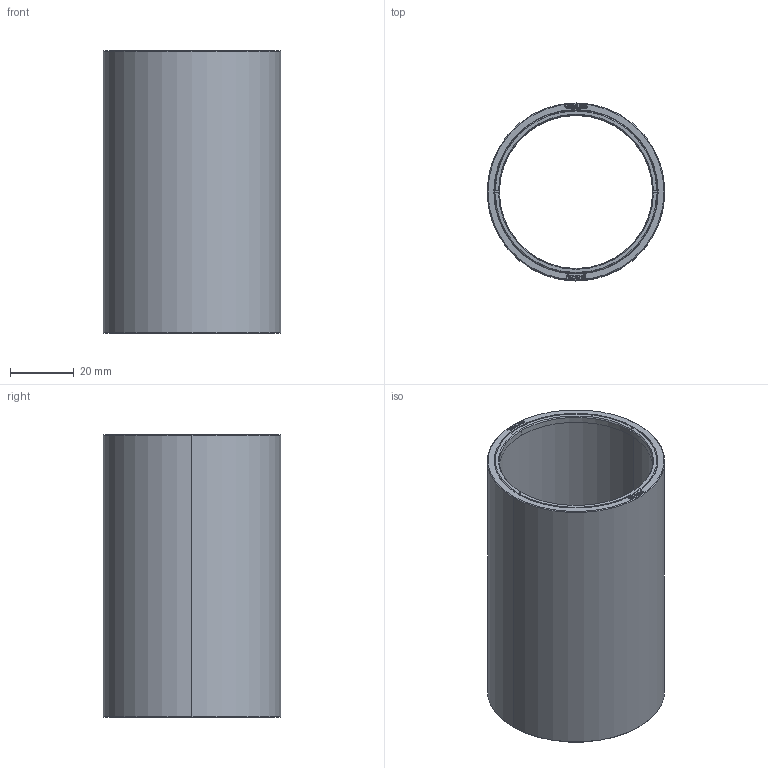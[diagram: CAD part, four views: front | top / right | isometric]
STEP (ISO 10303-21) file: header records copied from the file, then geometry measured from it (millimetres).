
FILE_DESCRIPTION (( 'STEP AP214' ), '1' );
FILE_NAME ('TTN122479-E0W.STEP', '2017-01-11T18:09:34', ( 'admin' ), ( '' ), 'SwSTEP 2.0', 'SolidWorks 2016', '' );
FILE_SCHEMA (( 'AUTOMOTIVE_DESIGN' ));
Length unit declared in the file: inch
Products named in the file (1): TTN122479-E0W
Bounding box: 55.88 x 55.88 x 88.9 mm (x, y, z)
Volume: 37659.4 mm3; surface area: 33003.9 mm2
Topology: 3 solids, 3 shells, 324 faces, 877 edges, 578 vertices
Faces by surface type: bspline 162, plane 122, cone 28, cylinder 12
Entity records: 17755 total; most frequent: CARTESIAN_POINT 6406, ORIENTED_EDGE 1754, DIRECTION 931, EDGE_CURVE 877, VERTEX_POINT 578, LINE 469, VECTOR 469, EDGE_LOOP 349
